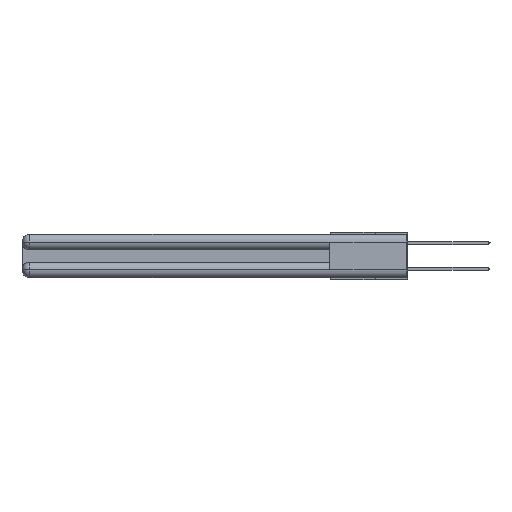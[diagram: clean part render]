
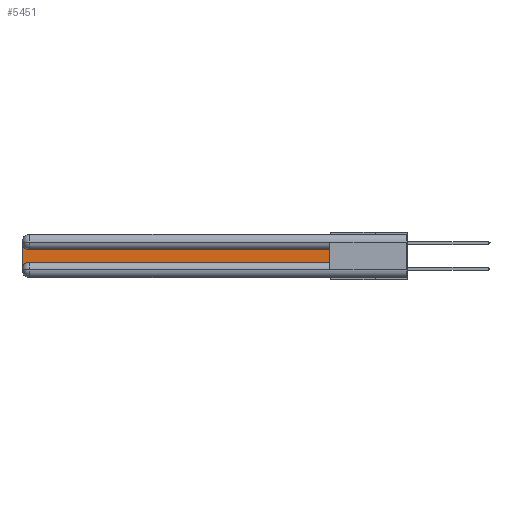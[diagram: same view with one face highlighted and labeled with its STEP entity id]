
A CAD part, left-side view. The second image highlights one B-rep face of the part: STEP entity #5451.
In plain terms, the highlighted planar face has unit normal (-1, 0, 0).
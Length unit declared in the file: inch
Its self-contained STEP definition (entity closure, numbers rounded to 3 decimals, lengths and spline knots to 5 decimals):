
#631 = DIRECTION ( 'NONE',  ( 1., 0., 0. ) ) ;
#947 = LINE ( 'NONE', #14046, #29043 ) ;
#1859 = VECTOR ( 'NONE', #31633, 39.37008 ) ;
#2896 = FACE_OUTER_BOUND ( 'NONE', #16441, .T. ) ;
#3338 = EDGE_CURVE ( 'NONE', #6527, #26024, #11580, .T. ) ;
#3382 = VECTOR ( 'NONE', #33676, 39.37008 ) ;
#5451 = ADVANCED_FACE ( 'NONE', ( #2896 ), #27650, .F. ) ;
#5575 = DIRECTION ( 'NONE',  ( 1., 0., 0. ) ) ;
#5596 = DIRECTION ( 'NONE',  ( 0., 0., -1. ) ) ;
#5743 = DIRECTION ( 'NONE',  ( 1., 0., 0. ) ) ;
#6527 = VERTEX_POINT ( 'NONE', #26719 ) ;
#6708 = VERTEX_POINT ( 'NONE', #7270 ) ;
#7266 = VERTEX_POINT ( 'NONE', #16012 ) ;
#7270 = CARTESIAN_POINT ( 'NONE',  ( 0.075, 0.6, -0.2175 ) ) ;
#7585 = CIRCLE ( 'NONE', #13644, 0.06 ) ;
#8087 = ORIENTED_EDGE ( 'NONE', *, *, #30440, .T. ) ;
#8600 = VERTEX_POINT ( 'NONE', #30851 ) ;
#8811 = CARTESIAN_POINT ( 'NONE',  ( 0.075, 3., -0.1225 ) ) ;
#11328 = DIRECTION ( 'NONE',  ( 0., 0., -1. ) ) ;
#11580 = LINE ( 'NONE', #16293, #31609 ) ;
#11582 = ORIENTED_EDGE ( 'NONE', *, *, #33782, .T. ) ;
#12098 = AXIS2_PLACEMENT_3D ( 'NONE', #21851, #5575, #16634 ) ;
#13644 = AXIS2_PLACEMENT_3D ( 'NONE', #22010, #5743, #24736 ) ;
#14046 = CARTESIAN_POINT ( 'NONE',  ( 0.075, 0.6, -0.2175 ) ) ;
#15937 = CARTESIAN_POINT ( 'NONE',  ( 0.075, 3., -0.2775 ) ) ;
#16012 = CARTESIAN_POINT ( 'NONE',  ( 0.075, 2.94, -0.1225 ) ) ;
#16293 = CARTESIAN_POINT ( 'NONE',  ( 0.075, 3., -0.2175 ) ) ;
#16441 = EDGE_LOOP ( 'NONE', ( #8087, #35015, #21103, #20039, #16882, #11582 ) ) ;
#16634 = DIRECTION ( 'NONE',  ( 0., 0., -1. ) ) ;
#16882 = ORIENTED_EDGE ( 'NONE', *, *, #31328, .T. ) ;
#17805 = CIRCLE ( 'NONE', #12098, 0.06 ) ;
#18967 = AXIS2_PLACEMENT_3D ( 'NONE', #8811, #631, #11328 ) ;
#20039 = ORIENTED_EDGE ( 'NONE', *, *, #20229, .T. ) ;
#20229 = EDGE_CURVE ( 'NONE', #26024, #31146, #7585, .T. ) ;
#20971 = CARTESIAN_POINT ( 'NONE',  ( 0.075, 0.6, -0.1225 ) ) ;
#21103 = ORIENTED_EDGE ( 'NONE', *, *, #3338, .T. ) ;
#21851 = CARTESIAN_POINT ( 'NONE',  ( 0.075, 2.94, -0.0625 ) ) ;
#22010 = CARTESIAN_POINT ( 'NONE',  ( 0.075, 2.94, -0.2775 ) ) ;
#24736 = DIRECTION ( 'NONE',  ( 0., 0., -1. ) ) ;
#25080 = DIRECTION ( 'NONE',  ( 0., -1., 0. ) ) ;
#26024 = VERTEX_POINT ( 'NONE', #15937 ) ;
#26339 = LINE ( 'NONE', #30932, #3382 ) ;
#26719 = CARTESIAN_POINT ( 'NONE',  ( 0.075, 3., -0.0625 ) ) ;
#26970 = LINE ( 'NONE', #20971, #1859 ) ;
#27650 = PLANE ( 'NONE',  #18967 ) ;
#29043 = VECTOR ( 'NONE', #25080, 39.37008 ) ;
#29885 = CARTESIAN_POINT ( 'NONE',  ( 0.075, 2.94, -0.2175 ) ) ;
#30440 = EDGE_CURVE ( 'NONE', #8600, #7266, #26970, .T. ) ;
#30851 = CARTESIAN_POINT ( 'NONE',  ( 0.075, 0.6, -0.1225 ) ) ;
#30932 = CARTESIAN_POINT ( 'NONE',  ( 0.075, 0.6, -0.2175 ) ) ;
#31146 = VERTEX_POINT ( 'NONE', #29885 ) ;
#31328 = EDGE_CURVE ( 'NONE', #31146, #6708, #947, .T. ) ;
#31609 = VECTOR ( 'NONE', #5596, 39.37008 ) ;
#31633 = DIRECTION ( 'NONE',  ( 0., 1., 0. ) ) ;
#33636 = EDGE_CURVE ( 'NONE', #7266, #6527, #17805, .T. ) ;
#33676 = DIRECTION ( 'NONE',  ( 0., 0., 1. ) ) ;
#33782 = EDGE_CURVE ( 'NONE', #6708, #8600, #26339, .T. ) ;
#35015 = ORIENTED_EDGE ( 'NONE', *, *, #33636, .T. ) ;
